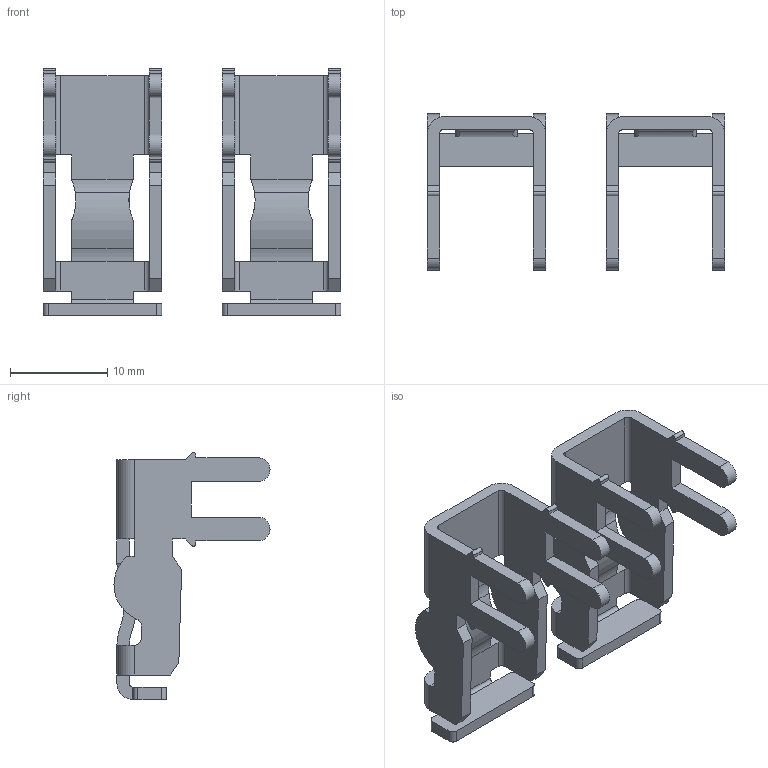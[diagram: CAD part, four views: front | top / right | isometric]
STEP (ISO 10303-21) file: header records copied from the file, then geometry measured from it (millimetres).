
FILE_DESCRIPTION(/* description */ ('','CAx-IF Rec.Pracs.---Representation and Presentation of Product Manufacturing Information (PMI)---4.0---2014-10-13'),/* implementation_level */ '2;1');
FILE_NAME(/* name */ 'SB50.stp',/* time_stamp */ '2019-11-25T04:42:43-06:00',/* author */ ('kjdix'),/* organization */ (''),/* preprocessor_version */ 'ST-DEVELOPER v17.2',/* originating_system */ 'Autodesk Inventor 2019',/* authorisation */ '');
FILE_SCHEMA (('AP242_MANAGED_MODEL_BASED_3D_ENGINEERING_MIM_LF { 1 0 10303 442 1 1 4 }'));
Length unit declared in the file: inch
Products named in the file (2): SB50; power claw
Assembly tree (2 placements, depth 2):
  SB50
    power claw  x2
Bounding box: 30.61 x 16.05 x 25.4 mm (x, y, z)
Volume: 1470.1 mm3; surface area: 2929 mm2
Topology: 2 solids, 2 shells, 196 faces, 734 edges, 704 vertices
Faces by surface type: plane 124, cylinder 72
Entity records: 3852 total; most frequent: CARTESIAN_POINT 814, DIRECTION 600, ORIENTED_EDGE 560, EDGE_CURVE 280, LINE 208, VECTOR 208, AXIS2_PLACEMENT_3D 196, VERTEX_POINT 180
